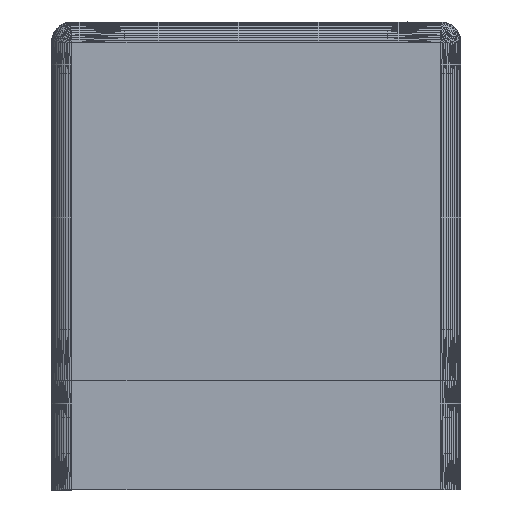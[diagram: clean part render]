
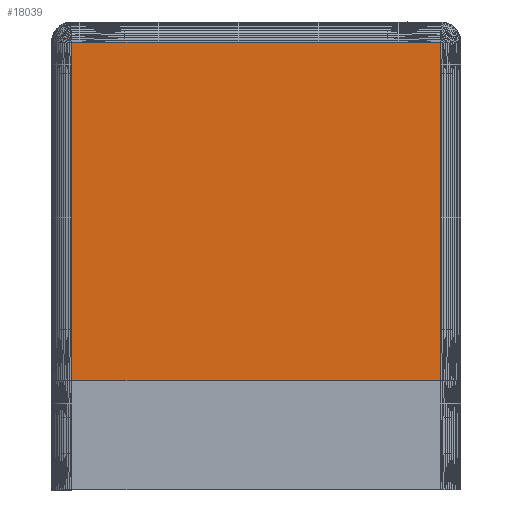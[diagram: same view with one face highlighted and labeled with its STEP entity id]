
A CAD part, left-side view. The second image highlights one B-rep face of the part: STEP entity #18039.
In plain terms, the highlighted planar face has unit normal (-1, 0, 0).
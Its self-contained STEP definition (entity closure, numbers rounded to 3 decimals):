
#18039=ADVANCED_FACE('',(#33208),#33210,.T.);
#33208=FACE_BOUND('',#33209,.T.);
#33209=EDGE_LOOP('',(#41295,#41296,#41297,#41298));
#33210=PLANE('',#33211);
#33211=AXIS2_PLACEMENT_3D('',#33212,#33213,#33214);
#33212=CARTESIAN_POINT('',(-46.596,28.702,55.88));
#33213=DIRECTION('',(-1.,0.,0.));
#33214=DIRECTION('',(0.,0.,-1.));
#41295=ORIENTED_EDGE('',*,*,#46827,.T.);
#41296=ORIENTED_EDGE('',*,*,#46828,.T.);
#41297=ORIENTED_EDGE('',*,*,#46829,.T.);
#41298=ORIENTED_EDGE('',*,*,#46562,.F.);
#46562=EDGE_CURVE('',#49267,#49270,#53202,.T.);
#46827=EDGE_CURVE('',#49267,#49686,#53639,.T.);
#46828=EDGE_CURVE('',#49686,#49697,#53640,.T.);
#46829=EDGE_CURVE('',#49697,#49270,#53641,.T.);
#49267=VERTEX_POINT('',#58764);
#49270=VERTEX_POINT('',#58771);
#49686=VERTEX_POINT('',#59740);
#49697=VERTEX_POINT('',#59763);
#53202=LINE('',#68070,#68071);
#53639=LINE('',#69037,#69038);
#53640=LINE('',#69040,#69041);
#53641=LINE('',#69043,#69044);
#58764=CARTESIAN_POINT('',(-46.596,28.702,55.88));
#58771=CARTESIAN_POINT('',(-46.596,-28.702,55.88));
#59740=CARTESIAN_POINT('',(-46.596,28.702,3.175));
#59763=CARTESIAN_POINT('',(-46.596,-28.702,3.175));
#68070=CARTESIAN_POINT('',(-46.596,28.702,55.88));
#68071=VECTOR('',#68072,1.);
#68072=DIRECTION('',(0.,-1.,0.));
#69037=CARTESIAN_POINT('',(-46.596,28.702,55.88));
#69038=VECTOR('',#69039,1.);
#69039=DIRECTION('',(0.,0.,-1.));
#69040=CARTESIAN_POINT('',(-46.596,28.702,3.175));
#69041=VECTOR('',#69042,1.);
#69042=DIRECTION('',(0.,-1.,0.));
#69043=CARTESIAN_POINT('',(-46.596,-28.702,3.175));
#69044=VECTOR('',#69045,1.);
#69045=DIRECTION('',(0.,0.,1.));
